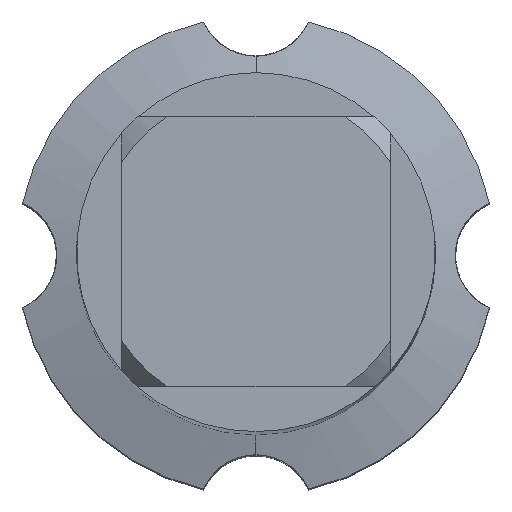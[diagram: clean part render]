
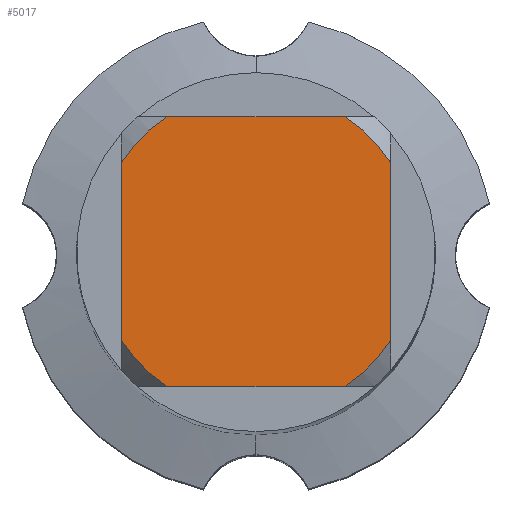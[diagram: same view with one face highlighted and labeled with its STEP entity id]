
A CAD part, top view. The second image highlights one B-rep face of the part: STEP entity #5017.
In plain terms, the highlighted planar face has unit normal (0, 0, 1).
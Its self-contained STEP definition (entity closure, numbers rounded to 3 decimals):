
#1957=VERTEX_POINT('',#5715);
#2295=VERTEX_POINT('',#6092);
#2709=VERTEX_POINT('',#6535);
#2801=VERTEX_POINT('',#6637);
#3291=EDGE_CURVE('',#4967,#2709,#7168,.T.);
#3327=EDGE_CURVE('',#3599,#2295,#7206,.T.);
#3599=VERTEX_POINT('',#7503);
#3781=EDGE_CURVE('',#2801,#2709,#7700,.T.);
#4081=EDGE_CURVE('',#1957,#5433,#8035,.T.);
#4123=EDGE_CURVE('',#3599,#5433,#8078,.T.);
#4727=EDGE_CURVE('',#2801,#5285,#8734,.T.);
#4813=EDGE_CURVE('',#1957,#5285,#8823,.T.);
#4967=VERTEX_POINT('',#8990);
#5017=ADVANCED_FACE('',(#9045),#9046,.T.);
#5199=EDGE_CURVE('',#4967,#2295,#9240,.T.);
#5285=VERTEX_POINT('',#9330);
#5433=VERTEX_POINT('',#9498);
#5715=CARTESIAN_POINT('',(4.5,-2.985,0.0));
#6092=CARTESIAN_POINT('',(-2.985,4.5,0.0));
#6535=CARTESIAN_POINT('',(-4.5,-2.985,0.0));
#6637=CARTESIAN_POINT('',(-2.985,-4.5,0.0));
#7168=LINE('',#12524,#12525);
#7206=LINE('',#12594,#12595);
#7503=CARTESIAN_POINT('',(2.985,4.5,0.0));
#7700=CIRCLE('',#13574,5.4);
#8035=LINE('',#14164,#14165);
#8078=CIRCLE('',#14257,5.4);
#8734=LINE('',#15547,#15548);
#8823=CIRCLE('',#15721,5.4);
#8990=CARTESIAN_POINT('',(-4.5,2.985,0.0));
#9045=FACE_OUTER_BOUND('',#16177,.T.);
#9046=PLANE('',#16178);
#9240=CIRCLE('',#16543,5.4);
#9330=CARTESIAN_POINT('',(2.985,-4.5,0.0));
#9498=CARTESIAN_POINT('',(4.5,2.985,0.0));
#12524=CARTESIAN_POINT('',(-4.5,1.35,0.0));
#12525=VECTOR('',#19144,1.0);
#12594=CARTESIAN_POINT('',(0.0,4.5,0.0));
#12595=VECTOR('',#19175,1.0);
#13574=AXIS2_PLACEMENT_3D('',#19747,#19748,#19749);
#14164=CARTESIAN_POINT('',(4.5,1.35,0.0));
#14165=VECTOR('',#20126,1.0);
#14257=AXIS2_PLACEMENT_3D('',#20155,#20156,#20157);
#15547=CARTESIAN_POINT('',(0.0,-4.5,0.0));
#15548=VECTOR('',#20935,1.0);
#15721=AXIS2_PLACEMENT_3D('',#20986,#20987,#20988);
#16177=EDGE_LOOP('',(#21175,#21176,#21177,#21178,#21179,#21180,#21181,#21182));
#16178=AXIS2_PLACEMENT_3D('',#21183,#21184,#21185);
#16543=AXIS2_PLACEMENT_3D('',#21344,#21345,#21346);
#19144=DIRECTION('',(-0.0,-1.0,0.0));
#19175=DIRECTION('',(-1.0,0.0,0.0));
#19747=CARTESIAN_POINT('',(0.0,0.0,0.0));
#19748=DIRECTION('',(0.0,0.0,-1.0));
#19749=DIRECTION('',(0.0,1.0,0.0));
#20126=DIRECTION('',(-0.0,1.0,0.0));
#20155=CARTESIAN_POINT('',(0.0,0.0,0.0));
#20156=DIRECTION('',(0.0,0.0,-1.0));
#20157=DIRECTION('',(0.0,1.0,0.0));
#20935=DIRECTION('',(1.0,0.0,0.0));
#20986=CARTESIAN_POINT('',(0.0,0.0,0.0));
#20987=DIRECTION('',(0.0,0.0,-1.0));
#20988=DIRECTION('',(0.0,1.0,0.0));
#21175=ORIENTED_EDGE('',*,*,#3291,.T.);
#21176=ORIENTED_EDGE('',*,*,#3781,.F.);
#21177=ORIENTED_EDGE('',*,*,#4727,.T.);
#21178=ORIENTED_EDGE('',*,*,#4813,.F.);
#21179=ORIENTED_EDGE('',*,*,#4081,.T.);
#21180=ORIENTED_EDGE('',*,*,#4123,.F.);
#21181=ORIENTED_EDGE('',*,*,#3327,.T.);
#21182=ORIENTED_EDGE('',*,*,#5199,.F.);
#21183=CARTESIAN_POINT('',(0.0,2.7,0.0));
#21184=DIRECTION('',(-0.0,0.0,1.0));
#21185=DIRECTION('',(0.0,-1.0,0.0));
#21344=CARTESIAN_POINT('',(0.0,0.0,0.0));
#21345=DIRECTION('',(0.0,0.0,-1.0));
#21346=DIRECTION('',(0.0,1.0,0.0));
